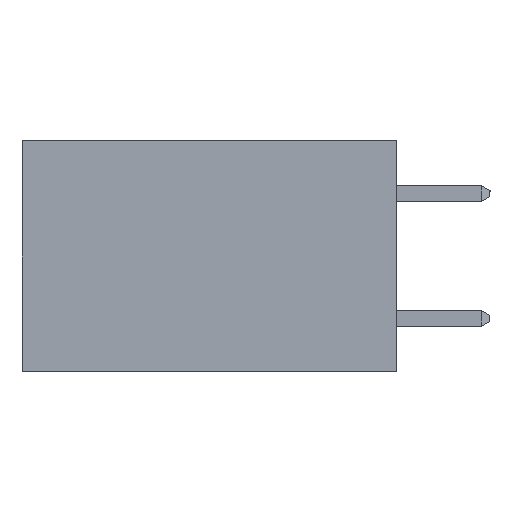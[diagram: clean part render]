
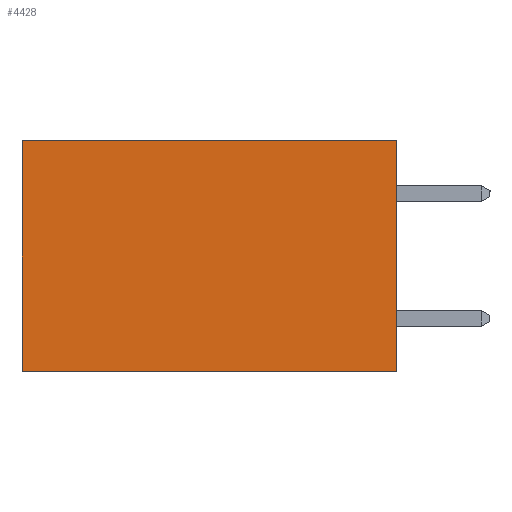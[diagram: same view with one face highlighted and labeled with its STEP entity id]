
A CAD part, left-side view. The second image highlights one B-rep face of the part: STEP entity #4428.
In plain terms, the highlighted planar face has unit normal (-1, 0, 0).
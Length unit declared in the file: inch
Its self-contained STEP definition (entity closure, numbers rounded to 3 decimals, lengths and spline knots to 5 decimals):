
#1002 = CARTESIAN_POINT ( 'NONE',  ( 0.2615, 0., 0. ) ) ;
#1730 = VERTEX_POINT ( 'NONE', #8240 ) ;
#3208 = LINE ( 'NONE', #6810, #7188 ) ;
#3302 = VECTOR ( 'NONE', #6826, 39.37008 ) ;
#3556 = CARTESIAN_POINT ( 'NONE',  ( 0.2615, 0., -0.37 ) ) ;
#4268 = DIRECTION ( 'NONE',  ( 1., 0., 0. ) ) ;
#4384 = DIRECTION ( 'NONE',  ( 0., 0., -1. ) ) ;
#4428 = ADVANCED_FACE ( 'NONE', ( #8103 ), #19962, .F. ) ;
#4672 = ORIENTED_EDGE ( 'NONE', *, *, #16332, .T. ) ;
#5053 = EDGE_CURVE ( 'NONE', #9993, #1730, #3208, .T. ) ;
#6296 = LINE ( 'NONE', #12789, #19493 ) ;
#6810 = CARTESIAN_POINT ( 'NONE',  ( 0.2615, 0.6, -0.37 ) ) ;
#6826 = DIRECTION ( 'NONE',  ( 0., 1., 0. ) ) ;
#7075 = VERTEX_POINT ( 'NONE', #9560 ) ;
#7188 = VECTOR ( 'NONE', #11865, 39.37008 ) ;
#8103 = FACE_OUTER_BOUND ( 'NONE', #11820, .T. ) ;
#8240 = CARTESIAN_POINT ( 'NONE',  ( 0.2615, 0.6, -0.37 ) ) ;
#9560 = CARTESIAN_POINT ( 'NONE',  ( 0.2615, 0., -0.37 ) ) ;
#9670 = DIRECTION ( 'NONE',  ( 0., 1., 0. ) ) ;
#9680 = CARTESIAN_POINT ( 'NONE',  ( 0.2615, 0., -0.37 ) ) ;
#9785 = VECTOR ( 'NONE', #9670, 39.37008 ) ;
#9993 = VERTEX_POINT ( 'NONE', #13707 ) ;
#10144 = AXIS2_PLACEMENT_3D ( 'NONE', #9680, #4268, #12800 ) ;
#11066 = ORIENTED_EDGE ( 'NONE', *, *, #20574, .F. ) ;
#11284 = CARTESIAN_POINT ( 'NONE',  ( 0.2615, 0., 0. ) ) ;
#11820 = EDGE_LOOP ( 'NONE', ( #14615, #15252, #11066, #4672 ) ) ;
#11865 = DIRECTION ( 'NONE',  ( 0., 0., -1. ) ) ;
#12648 = LINE ( 'NONE', #3556, #3302 ) ;
#12789 = CARTESIAN_POINT ( 'NONE',  ( 0.2615, 0., -0.37 ) ) ;
#12800 = DIRECTION ( 'NONE',  ( 0., 0., -1. ) ) ;
#13707 = CARTESIAN_POINT ( 'NONE',  ( 0.2615, 0.6, 0. ) ) ;
#14615 = ORIENTED_EDGE ( 'NONE', *, *, #5053, .T. ) ;
#14675 = VERTEX_POINT ( 'NONE', #11284 ) ;
#15252 = ORIENTED_EDGE ( 'NONE', *, *, #16407, .F. ) ;
#16332 = EDGE_CURVE ( 'NONE', #14675, #9993, #18376, .T. ) ;
#16407 = EDGE_CURVE ( 'NONE', #7075, #1730, #12648, .T. ) ;
#18376 = LINE ( 'NONE', #1002, #9785 ) ;
#19493 = VECTOR ( 'NONE', #4384, 39.37008 ) ;
#19962 = PLANE ( 'NONE',  #10144 ) ;
#20574 = EDGE_CURVE ( 'NONE', #14675, #7075, #6296, .T. ) ;
